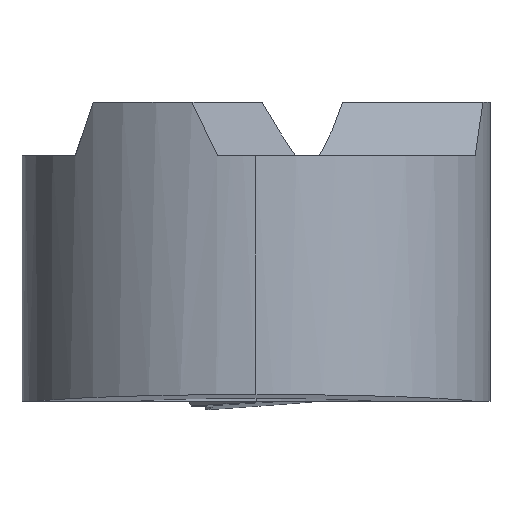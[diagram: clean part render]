
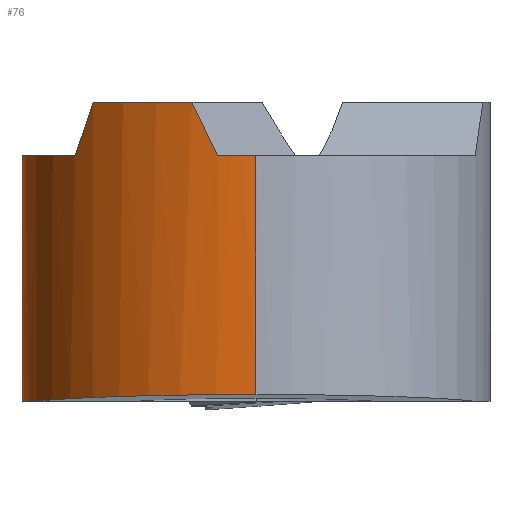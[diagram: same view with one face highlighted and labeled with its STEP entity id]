
A CAD part, left-side view. The second image highlights one B-rep face of the part: STEP entity #76.
In plain terms, the highlighted cylindrical face has radius 3.497 mm (diameter 6.994 mm), a partial arc.
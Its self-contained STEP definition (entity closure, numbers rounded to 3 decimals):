
#76=ADVANCED_FACE('',(#134),#118,.T.);
#118=CYLINDRICAL_SURFACE('',#871,3.497);
#134=FACE_OUTER_BOUND('',#178,.T.);
#178=EDGE_LOOP('',(#332,#333,#334,#335,#336,#337,#338,#339,#340));
#221=(
BOUNDED_CURVE()
B_SPLINE_CURVE(3,(#1194,#1195,#1196,#1197),.UNSPECIFIED.,.F.,.F.)
B_SPLINE_CURVE_WITH_KNOTS((4,4),(0.,1.),.UNSPECIFIED.)
CURVE()
GEOMETRIC_REPRESENTATION_ITEM()
RATIONAL_B_SPLINE_CURVE((1.,0.882,0.882,1.))
REPRESENTATION_ITEM('')
);
#222=(
BOUNDED_CURVE()
B_SPLINE_CURVE(3,(#1204,#1205,#1206,#1207),.UNSPECIFIED.,.F.,.F.)
B_SPLINE_CURVE_WITH_KNOTS((4,4),(0.,1.),.UNSPECIFIED.)
CURVE()
GEOMETRIC_REPRESENTATION_ITEM()
RATIONAL_B_SPLINE_CURVE((1.,0.999,0.999,1.))
REPRESENTATION_ITEM('')
);
#223=(
BOUNDED_CURVE()
B_SPLINE_CURVE(3,(#1211,#1212,#1213,#1214),.UNSPECIFIED.,.F.,.F.)
B_SPLINE_CURVE_WITH_KNOTS((4,4),(0.,1.),.UNSPECIFIED.)
CURVE()
GEOMETRIC_REPRESENTATION_ITEM()
RATIONAL_B_SPLINE_CURVE((1.,0.999,0.999,1.))
REPRESENTATION_ITEM('')
);
#241=LINE('',#1200,#279);
#242=LINE('',#1218,#280);
#279=VECTOR('',#965,1.);
#280=VECTOR('',#972,1.);
#332=ORIENTED_EDGE('',*,*,#649,.F.);
#333=ORIENTED_EDGE('',*,*,#650,.T.);
#334=ORIENTED_EDGE('',*,*,#651,.F.);
#335=ORIENTED_EDGE('',*,*,#652,.T.);
#336=ORIENTED_EDGE('',*,*,#653,.T.);
#337=ORIENTED_EDGE('',*,*,#654,.T.);
#338=ORIENTED_EDGE('',*,*,#655,.F.);
#339=ORIENTED_EDGE('',*,*,#656,.F.);
#340=ORIENTED_EDGE('',*,*,#657,.F.);
#566=VERTEX_POINT('',#1198);
#567=VERTEX_POINT('',#1199);
#568=VERTEX_POINT('',#1201);
#569=VERTEX_POINT('',#1203);
#570=VERTEX_POINT('',#1208);
#571=VERTEX_POINT('',#1210);
#572=VERTEX_POINT('',#1215);
#573=VERTEX_POINT('',#1217);
#574=VERTEX_POINT('',#1219);
#649=EDGE_CURVE('',#566,#567,#221,.T.);
#650=EDGE_CURVE('',#566,#568,#241,.T.);
#651=EDGE_CURVE('',#569,#568,#760,.T.);
#652=EDGE_CURVE('',#569,#570,#222,.T.);
#653=EDGE_CURVE('',#570,#571,#761,.T.);
#654=EDGE_CURVE('',#571,#572,#223,.T.);
#655=EDGE_CURVE('',#573,#572,#762,.T.);
#656=EDGE_CURVE('',#574,#573,#242,.T.);
#657=EDGE_CURVE('',#567,#574,#763,.T.);
#760=CIRCLE('',#867,3.497);
#761=CIRCLE('',#868,3.497);
#762=CIRCLE('',#869,3.497);
#763=CIRCLE('',#870,3.497);
#867=AXIS2_PLACEMENT_3D('',#1202,#966,#967);
#868=AXIS2_PLACEMENT_3D('',#1209,#968,#969);
#869=AXIS2_PLACEMENT_3D('',#1216,#970,#971);
#870=AXIS2_PLACEMENT_3D('',#1220,#973,#974);
#871=AXIS2_PLACEMENT_3D('',#1221,#975,#976);
#965=DIRECTION('',(0.,0.,1.));
#966=DIRECTION('',(0.,0.,1.));
#967=DIRECTION('',(-1.,0.,0.));
#968=DIRECTION('',(0.,0.,-1.));
#969=DIRECTION('',(-1.,0.,0.));
#970=DIRECTION('',(0.,0.,1.));
#971=DIRECTION('',(-1.,0.,0.));
#972=DIRECTION('',(0.,0.,1.));
#973=DIRECTION('',(0.,0.,-1.));
#974=DIRECTION('',(1.,0.,0.));
#975=DIRECTION('',(0.,0.,1.));
#976=DIRECTION('',(-1.,0.,0.));
#1194=CARTESIAN_POINT('',(-3.497,0.,-3.57));
#1195=CARTESIAN_POINT('',(-3.497,1.5,-3.57));
#1196=CARTESIAN_POINT('',(-2.646,2.734,-3.608));
#1197=CARTESIAN_POINT('',(-1.244,3.268,-3.67));
#1198=CARTESIAN_POINT('',(-3.497,0.,-3.57));
#1199=CARTESIAN_POINT('',(-1.244,3.268,-3.67));
#1200=CARTESIAN_POINT('',(-3.497,0.,-4.));
#1201=CARTESIAN_POINT('',(-3.497,0.,0.));
#1202=CARTESIAN_POINT('',(0.,0.,0.));
#1203=CARTESIAN_POINT('',(-3.449,0.575,0.));
#1204=CARTESIAN_POINT('',(-3.449,0.575,0.));
#1205=CARTESIAN_POINT('',(-3.428,0.704,0.262));
#1206=CARTESIAN_POINT('',(-3.399,0.831,0.529));
#1207=CARTESIAN_POINT('',(-3.364,0.956,0.8));
#1208=CARTESIAN_POINT('',(-3.364,0.956,0.8));
#1209=CARTESIAN_POINT('',(0.,0.,0.8));
#1210=CARTESIAN_POINT('',(-2.51,2.435,0.8));
#1211=CARTESIAN_POINT('',(-2.51,2.435,0.8));
#1212=CARTESIAN_POINT('',(-2.419,2.528,0.529));
#1213=CARTESIAN_POINT('',(-2.323,2.617,0.262));
#1214=CARTESIAN_POINT('',(-2.223,2.7,0.));
#1215=CARTESIAN_POINT('',(-2.223,2.7,0.));
#1216=CARTESIAN_POINT('',(0.,0.,0.));
#1217=CARTESIAN_POINT('',(0.,3.497,0.));
#1218=CARTESIAN_POINT('',(0.,3.497,-4.));
#1219=CARTESIAN_POINT('',(0.,3.497,-3.67));
#1220=CARTESIAN_POINT('',(0.,0.,-3.67));
#1221=CARTESIAN_POINT('',(0.,0.,-4.));
